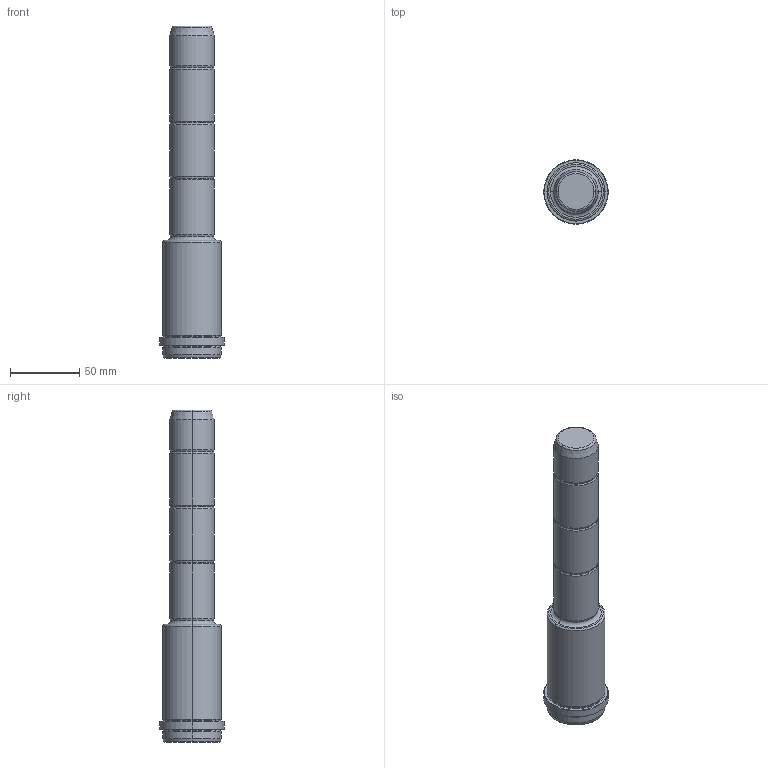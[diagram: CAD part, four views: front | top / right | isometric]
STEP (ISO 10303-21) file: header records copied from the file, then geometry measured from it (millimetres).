
FILE_DESCRIPTION(('STEP AP214'),'1');
FILE_NAME('cctmp_A0E07277-D53D-41ED-A3AD-1047177222CE_2023_07_13_14_11_03_0520_70520..stp','2023-07-13T12:11:03',('Meusburger Georg GmbH & Co KG'),('CADClick - www.CADClick.com'),'Spatial InterOp 3D',' ','unknown authorization');
FILE_SCHEMA(('AUTOMOTIVE_DESIGN'));
Length unit declared in the file: millimetre
Products named in the file (1): E 1000_32-76_155
Bounding box: 46.6 x 46.6 x 240 mm (x, y, z)
Volume: 243215.5 mm3; surface area: 29890 mm2
Topology: 1 solids, 1 shells, 61 faces, 120 edges, 64 vertices
Faces by surface type: torus 26, cylinder 18, cone 12, plane 5
Entity records: 2072 total; most frequent: DIRECTION 334, CARTESIAN_POINT 246, ORIENTED_EDGE 240, AXIS2_PLACEMENT_3D 152, EDGE_CURVE 120, CIRCLE 90, EDGE_LOOP 64, VERTEX_POINT 64
